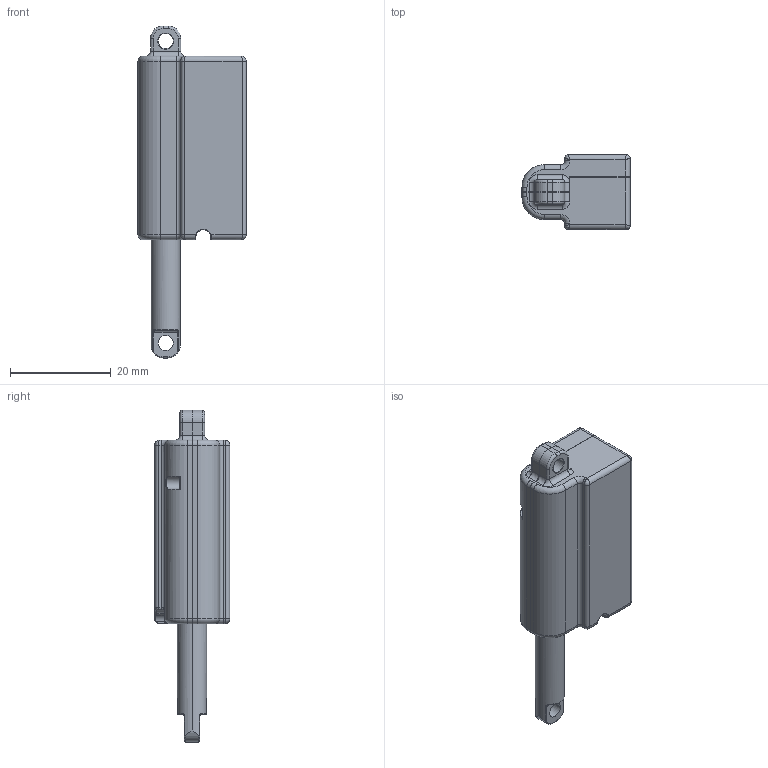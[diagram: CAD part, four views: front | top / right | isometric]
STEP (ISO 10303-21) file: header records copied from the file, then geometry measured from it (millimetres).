
FILE_DESCRIPTION(('FreeCAD Model'),'2;1');
FILE_NAME( 'actuator_out.step', '2018-10-11T10:14:17',('Author'),(''), 'Open CASCADE STEP processor 6.9','FreeCAD','Unknown');
FILE_SCHEMA(('AUTOMOTIVE_DESIGN { 1 0 10303 214 1 1 1 1 }'));
Products named in the file (1): muxedAssembly
Bounding box: 21.5 x 15 x 66.01 mm (x, y, z)
Surface area: 7217.6 mm2 (no closed solid volume)
Topology: 0 solids, 3 shells, 652 faces, 1648 edges, 1024 vertices
Faces by surface type: plane 310, cylinder 205, torus 86, bspline 35, sphere 14, cone 2
Entity records: 58210 total; most frequent: CARTESIAN_POINT 20828, DIRECTION 6121, LINE 3699, VECTOR 3699, ORIENTED_EDGE 3296, PCURVE 3296, DEFINITIONAL_REPRESENTATION 3296, EDGE_CURVE 1648
